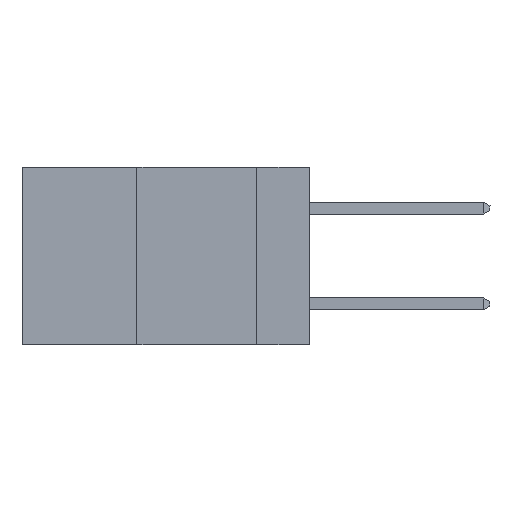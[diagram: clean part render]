
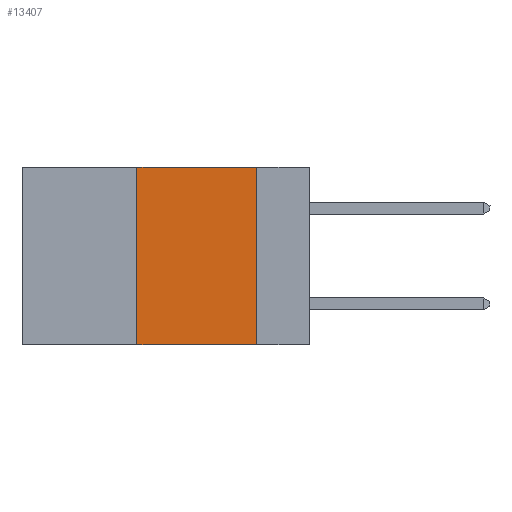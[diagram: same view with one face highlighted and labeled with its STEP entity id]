
A CAD part, left-side view. The second image highlights one B-rep face of the part: STEP entity #13407.
In plain terms, the highlighted planar face has unit normal (-1, 0, 0).
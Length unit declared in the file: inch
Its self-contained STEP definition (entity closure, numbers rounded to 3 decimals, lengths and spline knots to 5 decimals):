
#416 = VECTOR ( 'NONE', #7011, 39.37008 ) ;
#592 = VERTEX_POINT ( 'NONE', #6348 ) ;
#1102 = LINE ( 'NONE', #7508, #16315 ) ;
#1283 = LINE ( 'NONE', #1545, #4990 ) ;
#1545 = CARTESIAN_POINT ( 'NONE',  ( 0., 0.6, -0.37 ) ) ;
#1704 = VERTEX_POINT ( 'NONE', #4780 ) ;
#2422 = EDGE_CURVE ( 'NONE', #592, #16444, #1283, .T. ) ;
#3643 = DIRECTION ( 'NONE',  ( 0., 0., 1. ) ) ;
#3802 = EDGE_LOOP ( 'NONE', ( #10703, #11639, #9041, #10074 ) ) ;
#4251 = DIRECTION ( 'NONE',  ( 0., -1., 0. ) ) ;
#4780 = CARTESIAN_POINT ( 'NONE',  ( 0., 0.11, 0. ) ) ;
#4990 = VECTOR ( 'NONE', #4251, 39.37008 ) ;
#6027 = VERTEX_POINT ( 'NONE', #6754 ) ;
#6044 = FACE_OUTER_BOUND ( 'NONE', #3802, .T. ) ;
#6348 = CARTESIAN_POINT ( 'NONE',  ( 0., 0.36, -0.37 ) ) ;
#6754 = CARTESIAN_POINT ( 'NONE',  ( 0., 0.36, 0. ) ) ;
#7011 = DIRECTION ( 'NONE',  ( 0., -1., 0. ) ) ;
#7483 = CARTESIAN_POINT ( 'NONE',  ( 0., 0.11, 0. ) ) ;
#7508 = CARTESIAN_POINT ( 'NONE',  ( 0., 0.36, 0. ) ) ;
#8261 = LINE ( 'NONE', #9731, #416 ) ;
#8499 = PLANE ( 'NONE',  #16631 ) ;
#8980 = LINE ( 'NONE', #7483, #17165 ) ;
#9036 = EDGE_CURVE ( 'NONE', #1704, #16444, #8980, .T. ) ;
#9041 = ORIENTED_EDGE ( 'NONE', *, *, #10431, .F. ) ;
#9731 = CARTESIAN_POINT ( 'NONE',  ( 0., 0.6, 0. ) ) ;
#9895 = DIRECTION ( 'NONE',  ( 1., 0., 0. ) ) ;
#10074 = ORIENTED_EDGE ( 'NONE', *, *, #2422, .T. ) ;
#10158 = DIRECTION ( 'NONE',  ( 0., 0., -1. ) ) ;
#10431 = EDGE_CURVE ( 'NONE', #592, #6027, #1102, .T. ) ;
#10585 = CARTESIAN_POINT ( 'NONE',  ( 0., 0.11, -0.37 ) ) ;
#10703 = ORIENTED_EDGE ( 'NONE', *, *, #9036, .F. ) ;
#11416 = DIRECTION ( 'NONE',  ( 0., 0., -1. ) ) ;
#11495 = EDGE_CURVE ( 'NONE', #6027, #1704, #8261, .T. ) ;
#11639 = ORIENTED_EDGE ( 'NONE', *, *, #11495, .F. ) ;
#13407 = ADVANCED_FACE ( 'NONE', ( #6044 ), #8499, .F. ) ;
#13833 = CARTESIAN_POINT ( 'NONE',  ( 0., 0.6, 0. ) ) ;
#16315 = VECTOR ( 'NONE', #3643, 39.37008 ) ;
#16444 = VERTEX_POINT ( 'NONE', #10585 ) ;
#16631 = AXIS2_PLACEMENT_3D ( 'NONE', #13833, #9895, #10158 ) ;
#17165 = VECTOR ( 'NONE', #11416, 39.37008 ) ;
